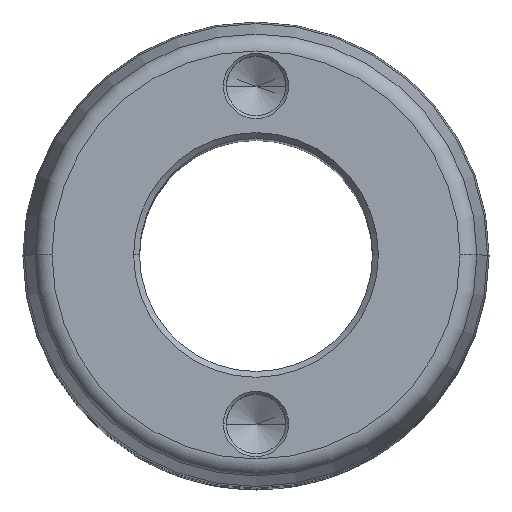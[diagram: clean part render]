
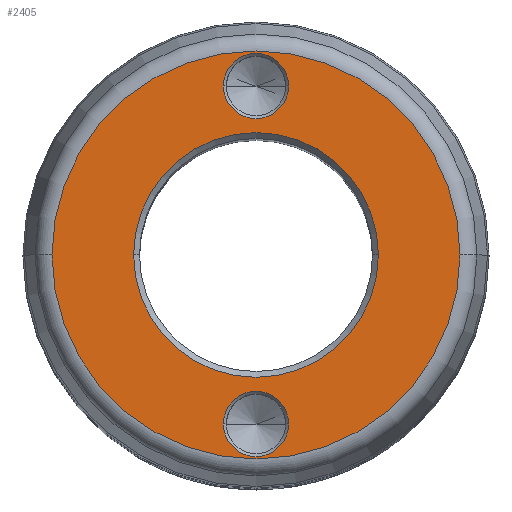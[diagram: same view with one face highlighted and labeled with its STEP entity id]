
A CAD part, top view. The second image highlights one B-rep face of the part: STEP entity #2405.
In plain terms, the highlighted planar face has unit normal (0, 0, 1).
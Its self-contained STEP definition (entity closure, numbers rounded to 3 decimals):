
#37 = EDGE_CURVE ( 'NONE', #2804, #2889, #1210, .T. ) ;
#64 = VERTEX_POINT ( 'NONE', #3051 ) ;
#103 = ORIENTED_EDGE ( 'NONE', *, *, #3618, .T. ) ;
#148 = CARTESIAN_POINT ( 'NONE',  ( 0., 0., 200. ) ) ;
#236 = CARTESIAN_POINT ( 'NONE',  ( 0., 0., 200. ) ) ;
#261 = CARTESIAN_POINT ( 'NONE',  ( 5.6, -29., 200. ) ) ;
#286 = CIRCLE ( 'NONE', #902, 5.6 ) ;
#304 = CARTESIAN_POINT ( 'NONE',  ( 0., -29., 200. ) ) ;
#306 = EDGE_CURVE ( 'NONE', #2889, #2804, #2927, .T. ) ;
#356 = CARTESIAN_POINT ( 'NONE',  ( 5.6, 29., 200. ) ) ;
#454 = VERTEX_POINT ( 'NONE', #356 ) ;
#460 = AXIS2_PLACEMENT_3D ( 'NONE', #148, #2759, #990 ) ;
#476 = DIRECTION ( 'NONE',  ( 1., 0., 0. ) ) ;
#560 = ORIENTED_EDGE ( 'NONE', *, *, #37, .T. ) ;
#621 = FACE_BOUND ( 'NONE', #1987, .T. ) ;
#749 = CARTESIAN_POINT ( 'NONE',  ( -21., 0., 200. ) ) ;
#764 = CIRCLE ( 'NONE', #1130, 5.6 ) ;
#811 = FACE_BOUND ( 'NONE', #1018, .T. ) ;
#850 = EDGE_LOOP ( 'NONE', ( #2025, #560 ) ) ;
#858 = AXIS2_PLACEMENT_3D ( 'NONE', #1188, #1468, #3505 ) ;
#873 = DIRECTION ( 'NONE',  ( 1., 0., 0. ) ) ;
#897 = EDGE_LOOP ( 'NONE', ( #2027, #3071 ) ) ;
#902 = AXIS2_PLACEMENT_3D ( 'NONE', #3149, #2028, #1741 ) ;
#990 = DIRECTION ( 'NONE',  ( 1., 0., 0. ) ) ;
#992 = ORIENTED_EDGE ( 'NONE', *, *, #2850, .T. ) ;
#1018 = EDGE_LOOP ( 'NONE', ( #3125, #103 ) ) ;
#1028 = AXIS2_PLACEMENT_3D ( 'NONE', #1662, #3669, #1652 ) ;
#1130 = AXIS2_PLACEMENT_3D ( 'NONE', #1329, #2734, #1920 ) ;
#1156 = DIRECTION ( 'NONE',  ( 0., 0., 1. ) ) ;
#1188 = CARTESIAN_POINT ( 'NONE',  ( 0., 0., 200. ) ) ;
#1204 = FACE_OUTER_BOUND ( 'NONE', #850, .T. ) ;
#1208 = VERTEX_POINT ( 'NONE', #261 ) ;
#1210 = CIRCLE ( 'NONE', #1028, 35.019 ) ;
#1283 = EDGE_CURVE ( 'NONE', #3389, #1208, #2753, .T. ) ;
#1329 = CARTESIAN_POINT ( 'NONE',  ( 0., -29., 200. ) ) ;
#1374 = DIRECTION ( 'NONE',  ( 1., 0., 0. ) ) ;
#1468 = DIRECTION ( 'NONE',  ( 0., 0., 1. ) ) ;
#1637 = AXIS2_PLACEMENT_3D ( 'NONE', #304, #2824, #1374 ) ;
#1652 = DIRECTION ( 'NONE',  ( 1., 0., 0. ) ) ;
#1662 = CARTESIAN_POINT ( 'NONE',  ( 0., 0., 200. ) ) ;
#1726 = EDGE_CURVE ( 'NONE', #2493, #1902, #2022, .T. ) ;
#1741 = DIRECTION ( 'NONE',  ( 1., 0., 0. ) ) ;
#1870 = CARTESIAN_POINT ( 'NONE',  ( 35.019, 0., 200. ) ) ;
#1886 = CARTESIAN_POINT ( 'NONE',  ( 0., 29., 200. ) ) ;
#1902 = VERTEX_POINT ( 'NONE', #2193 ) ;
#1911 = EDGE_CURVE ( 'NONE', #454, #64, #2211, .T. ) ;
#1920 = DIRECTION ( 'NONE',  ( 1., 0., 0. ) ) ;
#1987 = EDGE_LOOP ( 'NONE', ( #992, #3157 ) ) ;
#2000 = EDGE_CURVE ( 'NONE', #1208, #3389, #764, .T. ) ;
#2022 = CIRCLE ( 'NONE', #3714, 21. ) ;
#2025 = ORIENTED_EDGE ( 'NONE', *, *, #306, .T. ) ;
#2027 = ORIENTED_EDGE ( 'NONE', *, *, #2000, .T. ) ;
#2028 = DIRECTION ( 'NONE',  ( 0., 0., -1. ) ) ;
#2059 = AXIS2_PLACEMENT_3D ( 'NONE', #3164, #1156, #873 ) ;
#2193 = CARTESIAN_POINT ( 'NONE',  ( 21., 0., 200. ) ) ;
#2211 = CIRCLE ( 'NONE', #2939, 5.6 ) ;
#2256 = CIRCLE ( 'NONE', #460, 21. ) ;
#2333 = CARTESIAN_POINT ( 'NONE',  ( -5.6, -29., 200. ) ) ;
#2405 = ADVANCED_FACE ( 'NONE', ( #2576, #811, #621, #1204 ), #3163, .T. ) ;
#2455 = DIRECTION ( 'NONE',  ( 0., 0., -1. ) ) ;
#2474 = CARTESIAN_POINT ( 'NONE',  ( -35.019, 0., 200. ) ) ;
#2493 = VERTEX_POINT ( 'NONE', #749 ) ;
#2576 = FACE_BOUND ( 'NONE', #897, .T. ) ;
#2734 = DIRECTION ( 'NONE',  ( 0., 0., -1. ) ) ;
#2753 = CIRCLE ( 'NONE', #1637, 5.6 ) ;
#2759 = DIRECTION ( 'NONE',  ( 0., 0., -1. ) ) ;
#2804 = VERTEX_POINT ( 'NONE', #2474 ) ;
#2824 = DIRECTION ( 'NONE',  ( 0., 0., -1. ) ) ;
#2850 = EDGE_CURVE ( 'NONE', #1902, #2493, #2256, .T. ) ;
#2889 = VERTEX_POINT ( 'NONE', #1870 ) ;
#2927 = CIRCLE ( 'NONE', #2059, 35.019 ) ;
#2939 = AXIS2_PLACEMENT_3D ( 'NONE', #1886, #2455, #476 ) ;
#3051 = CARTESIAN_POINT ( 'NONE',  ( -5.6, 29., 200. ) ) ;
#3071 = ORIENTED_EDGE ( 'NONE', *, *, #1283, .T. ) ;
#3125 = ORIENTED_EDGE ( 'NONE', *, *, #1911, .T. ) ;
#3149 = CARTESIAN_POINT ( 'NONE',  ( 0., 29., 200. ) ) ;
#3157 = ORIENTED_EDGE ( 'NONE', *, *, #1726, .T. ) ;
#3163 = PLANE ( 'NONE',  #858 ) ;
#3164 = CARTESIAN_POINT ( 'NONE',  ( 0., 0., 200. ) ) ;
#3369 = DIRECTION ( 'NONE',  ( 1., 0., 0. ) ) ;
#3389 = VERTEX_POINT ( 'NONE', #2333 ) ;
#3405 = DIRECTION ( 'NONE',  ( 0., 0., -1. ) ) ;
#3505 = DIRECTION ( 'NONE',  ( 1., 0., 0. ) ) ;
#3618 = EDGE_CURVE ( 'NONE', #64, #454, #286, .T. ) ;
#3669 = DIRECTION ( 'NONE',  ( 0., 0., 1. ) ) ;
#3714 = AXIS2_PLACEMENT_3D ( 'NONE', #236, #3405, #3369 ) ;
